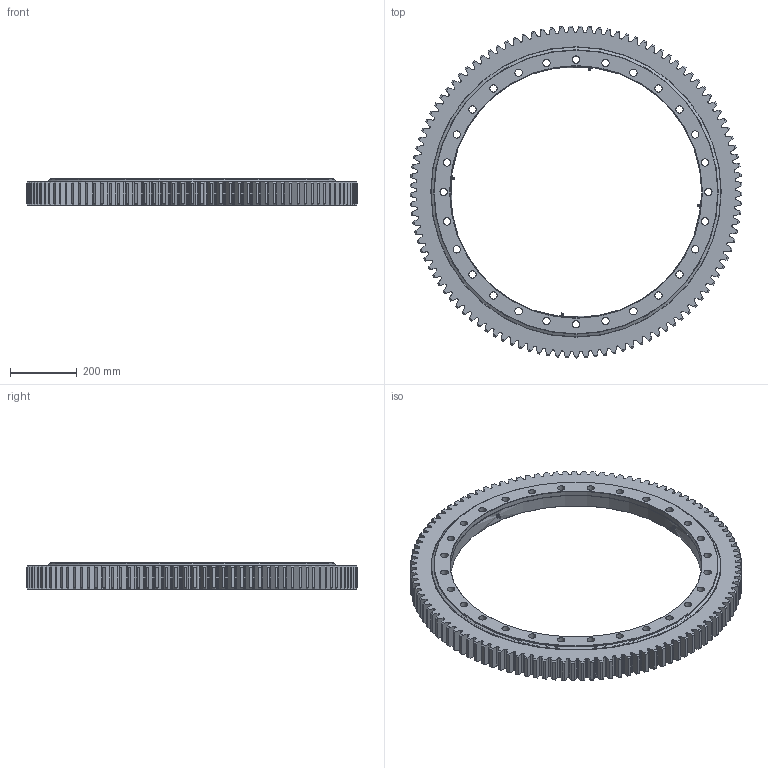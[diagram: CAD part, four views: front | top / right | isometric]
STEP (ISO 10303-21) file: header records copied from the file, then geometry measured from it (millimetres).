
FILE_DESCRIPTION (( 'STEP AP214' ), '1' );
FILE_NAME ('E.1000.25.00.B.STEP', '2020-05-12T13:27:05', ( '' ), ( '' ), 'SwSTEP 2.0', 'SolidWorks 2016', '' );
FILE_SCHEMA (( 'AUTOMOTIVE_DESIGN' ));
Length unit declared in the file: millimetre
Products named in the file (7): Grease nipple M10x1mm; Ball D25; C.997.B25B.A3N.1 - IR; C.997.B25B.A3N.1 - OR; E.1000.25.00.B; C.997.B25B.A3N.1 - OR Seal; C.997.B25B.A3N.1 - IR Seal
Assembly tree (100 placements, depth 2):
  E.1000.25.00.B
    C.997.B25B.A3N.1 - IR
    C.997.B25B.A3N.1 - OR
    Ball D25  x92
    C.997.B25B.A3N.1 - IR Seal
    C.997.B25B.A3N.1 - OR Seal
    Grease nipple M10x1mm  x4
Bounding box: 996.97 x 996.92 x 80 mm (x, y, z)
Volume: 17835555.6 mm3; surface area: 2154476.6 mm2
Topology: 100 solids, 100 shells, 1222 faces, 3479 edges, 2285 vertices
Faces by surface type: bspline 545, cone 316, cylinder 194, sphere 92, plane 56, torus 19
Full cylindrical faces by diameter (mm): 3 x4, 5 x4, 9 x4, 10 x4, 17.5 x28, 22 x28, 755 x1, 757 x1, 840 x2, 851 x1, 854 x4, 855 x1, 857 x1, 868 x2
Entity records: 39506 total; most frequent: CARTESIAN_POINT 15420, ORIENTED_EDGE 5724, DIRECTION 3140, EDGE_CURVE 2862, VERTEX_POINT 1964, B_SPLINE_CURVE_WITH_KNOTS 1570, EDGE_LOOP 1264, AXIS2_PLACEMENT_3D 1240
